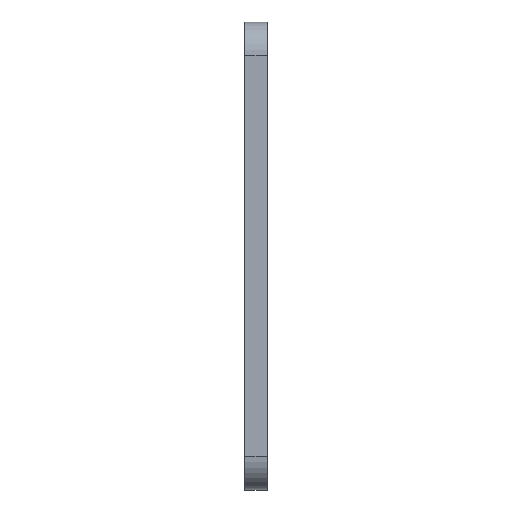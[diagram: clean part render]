
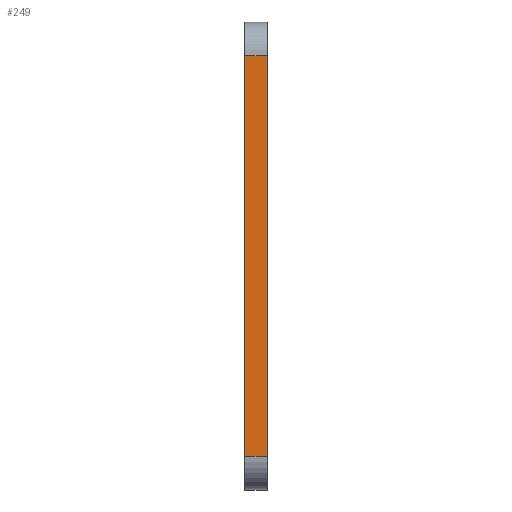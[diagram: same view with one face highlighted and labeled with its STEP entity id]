
A CAD part, left-side view. The second image highlights one B-rep face of the part: STEP entity #249.
In plain terms, the highlighted planar face has unit normal (-1, 0, 0).
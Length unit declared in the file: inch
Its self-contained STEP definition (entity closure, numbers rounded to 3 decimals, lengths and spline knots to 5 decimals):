
#9 = FACE_OUTER_BOUND ( 'NONE', #150, .T. ) ;
#22 = PLANE ( 'NONE',  #232 ) ;
#58 = LINE ( 'NONE', #170, #414 ) ;
#59 = VERTEX_POINT ( 'NONE', #83 ) ;
#83 = CARTESIAN_POINT ( 'NONE',  ( -2., 0.13, -1.17815 ) ) ;
#86 = EDGE_CURVE ( 'NONE', #59, #319, #58, .T. ) ;
#101 = ORIENTED_EDGE ( 'NONE', *, *, #368, .T. ) ;
#105 = CARTESIAN_POINT ( 'NONE',  ( -2., 0., 1.375 ) ) ;
#124 = CARTESIAN_POINT ( 'NONE',  ( -2., 0.13, 1.17815 ) ) ;
#136 = LINE ( 'NONE', #124, #202 ) ;
#150 = EDGE_LOOP ( 'NONE', ( #556, #101, #270, #494 ) ) ;
#155 = EDGE_CURVE ( 'NONE', #59, #332, #400, .T. ) ;
#170 = CARTESIAN_POINT ( 'NONE',  ( -2., 0.13, -1.17815 ) ) ;
#190 = CARTESIAN_POINT ( 'NONE',  ( -2., 0., -1.17815 ) ) ;
#202 = VECTOR ( 'NONE', #421, 39.37008 ) ;
#219 = CARTESIAN_POINT ( 'NONE',  ( -2., 0.13, 1.375 ) ) ;
#232 = AXIS2_PLACEMENT_3D ( 'NONE', #358, #650, #539 ) ;
#249 = ADVANCED_FACE ( 'NONE', ( #9 ), #22, .F. ) ;
#270 = ORIENTED_EDGE ( 'NONE', *, *, #155, .F. ) ;
#278 = LINE ( 'NONE', #105, #500 ) ;
#312 = CARTESIAN_POINT ( 'NONE',  ( -2., 0., 1.17815 ) ) ;
#319 = VERTEX_POINT ( 'NONE', #190 ) ;
#325 = VECTOR ( 'NONE', #687, 39.37008 ) ;
#332 = VERTEX_POINT ( 'NONE', #594 ) ;
#347 = DIRECTION ( 'NONE',  ( 0., -1., 0. ) ) ;
#358 = CARTESIAN_POINT ( 'NONE',  ( -2., 0.13, 1.375 ) ) ;
#368 = EDGE_CURVE ( 'NONE', #449, #332, #136, .T. ) ;
#400 = LINE ( 'NONE', #219, #325 ) ;
#414 = VECTOR ( 'NONE', #347, 39.37008 ) ;
#421 = DIRECTION ( 'NONE',  ( 0., 1., 0. ) ) ;
#449 = VERTEX_POINT ( 'NONE', #312 ) ;
#494 = ORIENTED_EDGE ( 'NONE', *, *, #86, .T. ) ;
#500 = VECTOR ( 'NONE', #689, 39.37008 ) ;
#539 = DIRECTION ( 'NONE',  ( 0., 0., -1. ) ) ;
#556 = ORIENTED_EDGE ( 'NONE', *, *, #661, .T. ) ;
#594 = CARTESIAN_POINT ( 'NONE',  ( -2., 0.13, 1.17815 ) ) ;
#650 = DIRECTION ( 'NONE',  ( 1., 0., 0. ) ) ;
#661 = EDGE_CURVE ( 'NONE', #319, #449, #278, .T. ) ;
#687 = DIRECTION ( 'NONE',  ( 0., 0., 1. ) ) ;
#689 = DIRECTION ( 'NONE',  ( 0., 0., 1. ) ) ;
